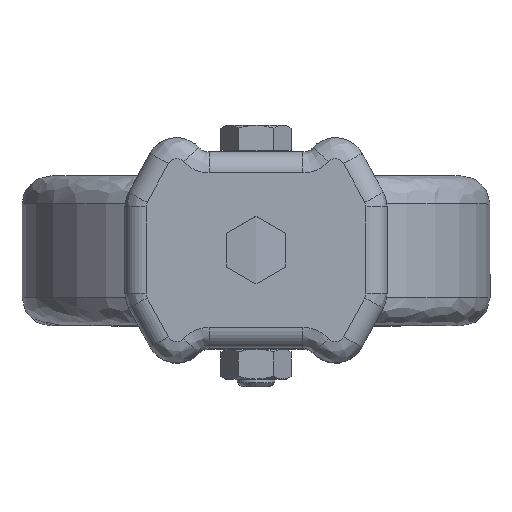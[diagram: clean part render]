
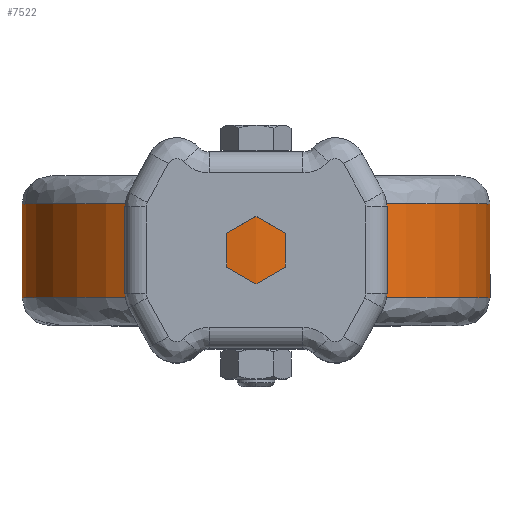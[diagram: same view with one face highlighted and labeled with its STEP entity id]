
A CAD part, top view. The second image highlights one B-rep face of the part: STEP entity #7522.
In plain terms, the highlighted cylindrical face has radius 50 mm (diameter 100 mm), a partial arc.
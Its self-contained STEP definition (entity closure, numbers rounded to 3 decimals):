
#119 = CIRCLE ( 'NONE', #4120, 50. ) ;
#302 = DIRECTION ( 'NONE',  ( 1., 0., 0. ) ) ;
#308 = CIRCLE ( 'NONE', #1014, 50. ) ;
#331 = DIRECTION ( 'NONE',  ( 1., 0., 0. ) ) ;
#381 = DIRECTION ( 'NONE',  ( 0., -1., 0. ) ) ;
#1014 = AXIS2_PLACEMENT_3D ( 'NONE', #7098, #381, #302 ) ;
#1294 = CARTESIAN_POINT ( 'NONE',  ( -74.754, -81.166, -161.814 ) ) ;
#1492 = VERTEX_POINT ( 'NONE', #1847 ) ;
#1500 = EDGE_CURVE ( 'NONE', #2648, #3352, #2946, .T. ) ;
#1847 = CARTESIAN_POINT ( 'NONE',  ( -74.754, -61.166, -161.814 ) ) ;
#1863 = CARTESIAN_POINT ( 'NONE',  ( 25.246, -66.166, -161.814 ) ) ;
#2621 = CARTESIAN_POINT ( 'NONE',  ( 25.246, -61.166, -161.814 ) ) ;
#2648 = VERTEX_POINT ( 'NONE', #1294 ) ;
#2698 = ORIENTED_EDGE ( 'NONE', *, *, #1500, .T. ) ;
#2873 = FACE_OUTER_BOUND ( 'NONE', #10495, .T. ) ;
#2946 = CIRCLE ( 'NONE', #9039, 50. ) ;
#3086 = CARTESIAN_POINT ( 'NONE',  ( -74.754, -66.166, -161.814 ) ) ;
#3208 = DIRECTION ( 'NONE',  ( 0., 1., 0. ) ) ;
#3270 = CARTESIAN_POINT ( 'NONE',  ( -24.754, -61.166, -111.814 ) ) ;
#3332 = DIRECTION ( 'NONE',  ( 1., 0., 0. ) ) ;
#3352 = VERTEX_POINT ( 'NONE', #7580 ) ;
#3455 = VERTEX_POINT ( 'NONE', #2621 ) ;
#3527 = CARTESIAN_POINT ( 'NONE',  ( -24.754, -61.166, -161.814 ) ) ;
#3584 = ORIENTED_EDGE ( 'NONE', *, *, #8821, .T. ) ;
#3620 = EDGE_CURVE ( 'NONE', #1492, #2648, #12063, .T. ) ;
#3832 = AXIS2_PLACEMENT_3D ( 'NONE', #4991, #8869, #331 ) ;
#3928 = EDGE_CURVE ( 'NONE', #8921, #1492, #308, .T. ) ;
#4056 = LINE ( 'NONE', #1863, #10505 ) ;
#4120 = AXIS2_PLACEMENT_3D ( 'NONE', #3527, #10221, #10268 ) ;
#4991 = CARTESIAN_POINT ( 'NONE',  ( -24.754, -66.166, -161.814 ) ) ;
#5782 = ORIENTED_EDGE ( 'NONE', *, *, #3928, .T. ) ;
#6392 = CARTESIAN_POINT ( 'NONE',  ( -24.754, -81.166, -161.814 ) ) ;
#6468 = DIRECTION ( 'NONE',  ( 1., 0., 0. ) ) ;
#7098 = CARTESIAN_POINT ( 'NONE',  ( -24.754, -61.166, -161.814 ) ) ;
#7385 = AXIS2_PLACEMENT_3D ( 'NONE', #6392, #11084, #6468 ) ;
#7522 = ADVANCED_FACE ( 'NONE', ( #2873 ), #9541, .T. ) ;
#7580 = CARTESIAN_POINT ( 'NONE',  ( -24.754, -81.166, -111.814 ) ) ;
#7870 = ORIENTED_EDGE ( 'NONE', *, *, #10823, .F. ) ;
#8402 = ORIENTED_EDGE ( 'NONE', *, *, #3620, .T. ) ;
#8821 = EDGE_CURVE ( 'NONE', #3455, #8921, #119, .T. ) ;
#8832 = VERTEX_POINT ( 'NONE', #11165 ) ;
#8869 = DIRECTION ( 'NONE',  ( 0., -1., 0. ) ) ;
#8921 = VERTEX_POINT ( 'NONE', #3270 ) ;
#9039 = AXIS2_PLACEMENT_3D ( 'NONE', #9142, #3208, #3332 ) ;
#9142 = CARTESIAN_POINT ( 'NONE',  ( -24.754, -81.166, -161.814 ) ) ;
#9529 = VECTOR ( 'NONE', #10701, 1000. ) ;
#9541 = CYLINDRICAL_SURFACE ( 'NONE', #3832, 50. ) ;
#9680 = DIRECTION ( 'NONE',  ( 0., -1., 0. ) ) ;
#10221 = DIRECTION ( 'NONE',  ( 0., -1., 0. ) ) ;
#10268 = DIRECTION ( 'NONE',  ( 1., 0., 0. ) ) ;
#10495 = EDGE_LOOP ( 'NONE', ( #3584, #5782, #8402, #2698, #10764, #7870 ) ) ;
#10505 = VECTOR ( 'NONE', #9680, 1000. ) ;
#10610 = EDGE_CURVE ( 'NONE', #3352, #8832, #11259, .T. ) ;
#10701 = DIRECTION ( 'NONE',  ( 0., -1., 0. ) ) ;
#10764 = ORIENTED_EDGE ( 'NONE', *, *, #10610, .T. ) ;
#10823 = EDGE_CURVE ( 'NONE', #3455, #8832, #4056, .T. ) ;
#11084 = DIRECTION ( 'NONE',  ( 0., 1., 0. ) ) ;
#11165 = CARTESIAN_POINT ( 'NONE',  ( 25.246, -81.166, -161.814 ) ) ;
#11259 = CIRCLE ( 'NONE', #7385, 50. ) ;
#12063 = LINE ( 'NONE', #3086, #9529 ) ;
